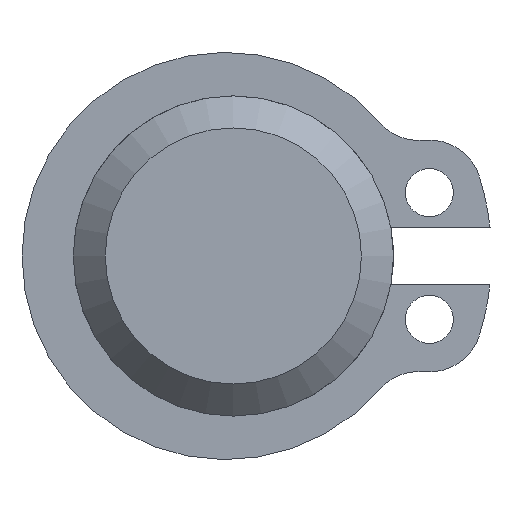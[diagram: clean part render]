
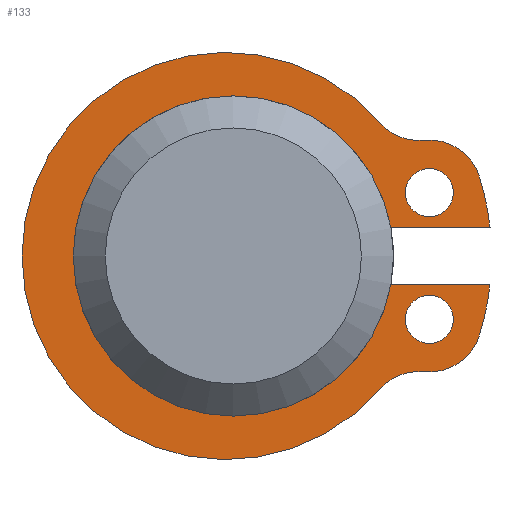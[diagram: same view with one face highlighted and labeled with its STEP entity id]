
A CAD part, left-side view. The second image highlights one B-rep face of the part: STEP entity #133.
In plain terms, the highlighted planar face has unit normal (-1, 0, 0).
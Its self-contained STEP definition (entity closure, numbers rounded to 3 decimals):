
#133 = ADVANCED_FACE( '', ( #277, #278, #279 ), #280, .F. );
#277 = FACE_BOUND( '', #418, .T. );
#278 = FACE_OUTER_BOUND( '', #419, .T. );
#279 = FACE_BOUND( '', #420, .T. );
#280 = PLANE( '', #421 );
#418 = EDGE_LOOP( '', ( #726 ) );
#419 = EDGE_LOOP( '', ( #727, #728, #729, #730, #731, #732, #733, #734, #735, #736 ) );
#420 = EDGE_LOOP( '', ( #737 ) );
#421 = AXIS2_PLACEMENT_3D( '', #738, #739, #740 );
#726 = ORIENTED_EDGE( '', *, *, #852, .T. );
#727 = ORIENTED_EDGE( '', *, *, #845, .F. );
#728 = ORIENTED_EDGE( '', *, *, #848, .T. );
#729 = ORIENTED_EDGE( '', *, *, #878, .F. );
#730 = ORIENTED_EDGE( '', *, *, #881, .F. );
#731 = ORIENTED_EDGE( '', *, *, #791, .F. );
#732 = ORIENTED_EDGE( '', *, *, #840, .T. );
#733 = ORIENTED_EDGE( '', *, *, #824, .F. );
#734 = ORIENTED_EDGE( '', *, *, #870, .T. );
#735 = ORIENTED_EDGE( '', *, *, #861, .F. );
#736 = ORIENTED_EDGE( '', *, *, #832, .F. );
#737 = ORIENTED_EDGE( '', *, *, #866, .T. );
#738 = CARTESIAN_POINT( '', ( -17.1, -5.801, -5.249 ) );
#739 = DIRECTION( '', ( 1., 0., 0. ) );
#740 = DIRECTION( '', ( 0., 0., -1. ) );
#791 = EDGE_CURVE( '', #937, #938, #939, .T. );
#824 = EDGE_CURVE( '', #990, #991, #992, .T. );
#832 = EDGE_CURVE( '', #1002, #1003, #1004, .T. );
#840 = EDGE_CURVE( '', #937, #991, #1014, .T. );
#845 = EDGE_CURVE( '', #956, #1002, #1021, .T. );
#848 = EDGE_CURVE( '', #956, #960, #1024, .T. );
#852 = EDGE_CURVE( '', #1030, #1030, #1031, .T. );
#861 = EDGE_CURVE( '', #1003, #1042, #1043, .T. );
#866 = EDGE_CURVE( '', #1050, #1050, #1051, .T. );
#870 = EDGE_CURVE( '', #990, #1042, #1055, .T. );
#878 = EDGE_CURVE( '', #1063, #960, #1065, .T. );
#881 = EDGE_CURVE( '', #938, #1063, #1068, .T. );
#937 = VERTEX_POINT( '', #1132 );
#938 = VERTEX_POINT( '', #1133 );
#939 = CIRCLE( '', #1134, 1.643 );
#956 = VERTEX_POINT( '', #1154 );
#960 = VERTEX_POINT( '', #1159 );
#990 = VERTEX_POINT( '', #1193 );
#991 = VERTEX_POINT( '', #1194 );
#992 = CIRCLE( '', #1195, 6.36 );
#1002 = VERTEX_POINT( '', #1208 );
#1003 = VERTEX_POINT( '', #1209 );
#1004 = CIRCLE( '', #1210, 8.304 );
#1014 = CIRCLE( '', #1224, 1.643 );
#1021 = LINE( '', #1233, #1234 );
#1024 = CIRCLE( '', #1238, 5. );
#1030 = VERTEX_POINT( '', #1244 );
#1031 = CIRCLE( '', #1245, 0.75 );
#1042 = VERTEX_POINT( '', #1259 );
#1043 = CIRCLE( '', #1260, 1.643 );
#1050 = VERTEX_POINT( '', #1268 );
#1051 = CIRCLE( '', #1269, 0.75 );
#1055 = CIRCLE( '', #1274, 1.643 );
#1063 = VERTEX_POINT( '', #1284 );
#1065 = LINE( '', #1287, #1288 );
#1068 = CIRCLE( '', #1291, 8.304 );
#1132 = CARTESIAN_POINT( '', ( -17.1, -5.96, 3.614 ) );
#1133 = CARTESIAN_POINT( '', ( -17.1, -7.689, 2.467 ) );
#1134 = AXIS2_PLACEMENT_3D( '', #1349, #1350, #1351 );
#1154 = CARTESIAN_POINT( '', ( -17.1, -4.918, -0.9 ) );
#1159 = CARTESIAN_POINT( '', ( -17.1, -4.918, 0.9 ) );
#1193 = CARTESIAN_POINT( '', ( -17.1, -4.561, -4.172 ) );
#1194 = CARTESIAN_POINT( '', ( -17.1, -4.561, 4.172 ) );
#1195 = AXIS2_PLACEMENT_3D( '', #1408, #1409, #1410 );
#1208 = CARTESIAN_POINT( '', ( -17.1, -8.015, -0.9 ) );
#1209 = CARTESIAN_POINT( '', ( -17.1, -7.689, -2.467 ) );
#1210 = AXIS2_PLACEMENT_3D( '', #1417, #1418, #1419 );
#1224 = AXIS2_PLACEMENT_3D( '', #1427, #1428, #1429 );
#1233 = CARTESIAN_POINT( '', ( -17.1, -3.897, -0.9 ) );
#1234 = VECTOR( '', #1435, 1000. );
#1238 = AXIS2_PLACEMENT_3D( '', #1437, #1438, #1439 );
#1244 = CARTESIAN_POINT( '', ( -17.1, -6.12, -2.729 ) );
#1245 = AXIS2_PLACEMENT_3D( '', #1446, #1447, #1448 );
#1259 = CARTESIAN_POINT( '', ( -17.1, -5.961, -3.614 ) );
#1260 = AXIS2_PLACEMENT_3D( '', #1458, #1459, #1460 );
#1268 = CARTESIAN_POINT( '', ( -17.1, -6.12, 1.229 ) );
#1269 = AXIS2_PLACEMENT_3D( '', #1468, #1469, #1470 );
#1274 = AXIS2_PLACEMENT_3D( '', #1472, #1473, #1474 );
#1284 = CARTESIAN_POINT( '', ( -17.1, -8.015, 0.9 ) );
#1287 = CARTESIAN_POINT( '', ( -17.1, -8.015, 0.9 ) );
#1288 = VECTOR( '', #1484, 1000. );
#1291 = AXIS2_PLACEMENT_3D( '', #1485, #1486, #1487 );
#1349 = CARTESIAN_POINT( '', ( -17.1, -6.12, 1.979 ) );
#1350 = DIRECTION( '', ( 1., 0., 0. ) );
#1351 = DIRECTION( '', ( 0., 0., -1. ) );
#1408 = CARTESIAN_POINT( '', ( -17.1, 0.24, 0. ) );
#1409 = DIRECTION( '', ( 1., 0., 0. ) );
#1410 = DIRECTION( '', ( 0., 0., -1. ) );
#1417 = CARTESIAN_POINT( '', ( -17.1, 0.24, 0. ) );
#1418 = DIRECTION( '', ( 1., 0., 0. ) );
#1419 = DIRECTION( '', ( 0., 0., -1. ) );
#1427 = CARTESIAN_POINT( '', ( -17.1, -5.801, 5.249 ) );
#1428 = DIRECTION( '', ( 1., 0., 0. ) );
#1429 = DIRECTION( '', ( 0., 0., -1. ) );
#1435 = DIRECTION( '', ( 0., -1., 0. ) );
#1437 = CARTESIAN_POINT( '', ( -17.1, 0., 0. ) );
#1438 = DIRECTION( '', ( 1., 0., 0. ) );
#1439 = DIRECTION( '', ( 0., 0., -1. ) );
#1446 = CARTESIAN_POINT( '', ( -17.1, -6.12, -1.979 ) );
#1447 = DIRECTION( '', ( 1., 0., 0. ) );
#1448 = DIRECTION( '', ( 0., 0., -1. ) );
#1458 = CARTESIAN_POINT( '', ( -17.1, -6.12, -1.979 ) );
#1459 = DIRECTION( '', ( 1., 0., 0. ) );
#1460 = DIRECTION( '', ( 0., 0., -1. ) );
#1468 = CARTESIAN_POINT( '', ( -17.1, -6.12, 1.979 ) );
#1469 = DIRECTION( '', ( 1., 0., 0. ) );
#1470 = DIRECTION( '', ( 0., 0., -1. ) );
#1472 = CARTESIAN_POINT( '', ( -17.1, -5.801, -5.249 ) );
#1473 = DIRECTION( '', ( 1., 0., 0. ) );
#1474 = DIRECTION( '', ( 0., 0., -1. ) );
#1484 = DIRECTION( '', ( 0., 1., 0. ) );
#1485 = CARTESIAN_POINT( '', ( -17.1, 0.24, 0. ) );
#1486 = DIRECTION( '', ( 1., 0., 0. ) );
#1487 = DIRECTION( '', ( 0., 0., -1. ) );
